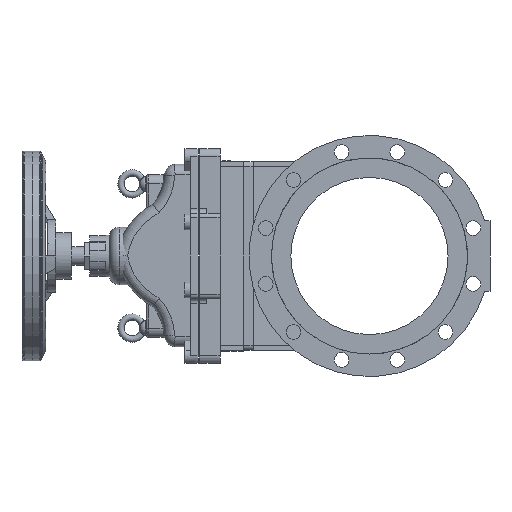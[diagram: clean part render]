
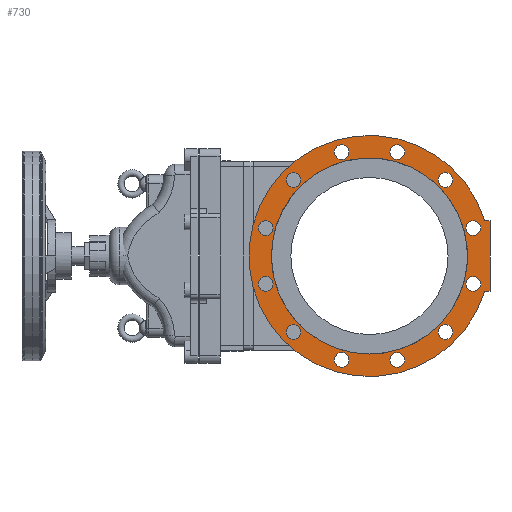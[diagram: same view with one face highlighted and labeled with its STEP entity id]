
A CAD part, left-side view. The second image highlights one B-rep face of the part: STEP entity #730.
In plain terms, the highlighted planar face has unit normal (-1, 0, 0).
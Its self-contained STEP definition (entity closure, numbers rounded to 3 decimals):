
#730=ADVANCED_FACE('',(#34897,#34899,#34901,#34903,#34905,#34907,#34909,#34911,#34913,
#34915,#34917,#34919,#34921,#34923),#34925,.T.);
#34897=FACE_BOUND('',#34898,.T.);
#34898=EDGE_LOOP('',(#61597,#61598,#61599,#61600));
#34899=FACE_BOUND('',#34900,.T.);
#34900=EDGE_LOOP('',(#61601));
#34901=FACE_BOUND('',#34902,.T.);
#34902=EDGE_LOOP('',(#61602));
#34903=FACE_BOUND('',#34904,.T.);
#34904=EDGE_LOOP('',(#61603));
#34905=FACE_BOUND('',#34906,.T.);
#34906=EDGE_LOOP('',(#61604));
#34907=FACE_BOUND('',#34908,.T.);
#34908=EDGE_LOOP('',(#61605));
#34909=FACE_BOUND('',#34910,.T.);
#34910=EDGE_LOOP('',(#61606));
#34911=FACE_BOUND('',#34912,.T.);
#34912=EDGE_LOOP('',(#61607));
#34913=FACE_BOUND('',#34914,.T.);
#34914=EDGE_LOOP('',(#61608));
#34915=FACE_BOUND('',#34916,.T.);
#34916=EDGE_LOOP('',(#61609));
#34917=FACE_BOUND('',#34918,.T.);
#34918=EDGE_LOOP('',(#61610));
#34919=FACE_BOUND('',#34920,.T.);
#34920=EDGE_LOOP('',(#61611));
#34921=FACE_BOUND('',#34922,.T.);
#34922=EDGE_LOOP('',(#61612));
#34923=FACE_BOUND('',#34924,.T.);
#34924=EDGE_LOOP('',(#61613,#61614));
#34925=PLANE('',#34926);
#34926=AXIS2_PLACEMENT_3D('',#34927,#34928,#34929);
#34927=CARTESIAN_POINT('',(11989.042,-8438.09,185.651));
#34928=DIRECTION('',(-1.,0.,0.));
#34929=DIRECTION('',(0.,0.5,0.866));
#61597=ORIENTED_EDGE('',*,*,#83659,.T.);
#61598=ORIENTED_EDGE('',*,*,#83656,.T.);
#61599=ORIENTED_EDGE('',*,*,#83653,.T.);
#61600=ORIENTED_EDGE('',*,*,#83650,.T.);
#61601=ORIENTED_EDGE('',*,*,#83625,.T.);
#61602=ORIENTED_EDGE('',*,*,#83627,.T.);
#61603=ORIENTED_EDGE('',*,*,#83629,.T.);
#61604=ORIENTED_EDGE('',*,*,#83631,.T.);
#61605=ORIENTED_EDGE('',*,*,#83633,.T.);
#61606=ORIENTED_EDGE('',*,*,#83635,.T.);
#61607=ORIENTED_EDGE('',*,*,#83637,.T.);
#61608=ORIENTED_EDGE('',*,*,#83639,.T.);
#61609=ORIENTED_EDGE('',*,*,#83641,.T.);
#61610=ORIENTED_EDGE('',*,*,#83643,.T.);
#61611=ORIENTED_EDGE('',*,*,#83645,.T.);
#61612=ORIENTED_EDGE('',*,*,#83623,.T.);
#61613=ORIENTED_EDGE('',*,*,#83660,.T.);
#61614=ORIENTED_EDGE('',*,*,#83661,.T.);
#83623=EDGE_CURVE('',#94790,#94790,#94791,.T.);
#83625=EDGE_CURVE('',#94794,#94794,#94795,.T.);
#83627=EDGE_CURVE('',#94798,#94798,#94799,.T.);
#83629=EDGE_CURVE('',#94802,#94802,#94803,.T.);
#83631=EDGE_CURVE('',#94806,#94806,#94807,.T.);
#83633=EDGE_CURVE('',#94810,#94810,#94811,.T.);
#83635=EDGE_CURVE('',#94814,#94814,#94815,.T.);
#83637=EDGE_CURVE('',#94818,#94818,#94819,.T.);
#83639=EDGE_CURVE('',#94822,#94822,#94823,.T.);
#83641=EDGE_CURVE('',#94826,#94826,#94827,.T.);
#83643=EDGE_CURVE('',#94830,#94830,#94831,.T.);
#83645=EDGE_CURVE('',#94834,#94834,#94835,.T.);
#83650=EDGE_CURVE('',#94845,#94843,#94846,.T.);
#83653=EDGE_CURVE('',#94850,#94845,#94851,.T.);
#83656=EDGE_CURVE('',#94855,#94850,#94856,.T.);
#83659=EDGE_CURVE('',#94843,#94855,#94859,.T.);
#83660=EDGE_CURVE('',#94860,#94861,#94862,.T.);
#83661=EDGE_CURVE('',#94861,#94860,#94863,.T.);
#94790=VERTEX_POINT('',#113978);
#94791=CIRCLE('',#113979,14.);
#94794=VERTEX_POINT('',#113988);
#94795=CIRCLE('',#113989,14.);
#94798=VERTEX_POINT('',#113998);
#94799=CIRCLE('',#113999,14.);
#94802=VERTEX_POINT('',#114008);
#94803=CIRCLE('',#114009,14.);
#94806=VERTEX_POINT('',#114018);
#94807=CIRCLE('',#114019,14.);
#94810=VERTEX_POINT('',#114028);
#94811=CIRCLE('',#114029,14.);
#94814=VERTEX_POINT('',#114038);
#94815=CIRCLE('',#114039,14.);
#94818=VERTEX_POINT('',#114048);
#94819=CIRCLE('',#114049,14.);
#94822=VERTEX_POINT('',#114058);
#94823=CIRCLE('',#114059,14.);
#94826=VERTEX_POINT('',#114068);
#94827=CIRCLE('',#114069,14.);
#94830=VERTEX_POINT('',#114078);
#94831=CIRCLE('',#114079,14.);
#94834=VERTEX_POINT('',#114088);
#94835=CIRCLE('',#114089,14.);
#94843=VERTEX_POINT('',#114109);
#94845=VERTEX_POINT('',#114113);
#94846=CIRCLE('',#114114,230.);
#94850=VERTEX_POINT('',#114125);
#94851=LINE('',#114126,#114127);
#94855=VERTEX_POINT('',#114136);
#94856=LINE('',#114137,#114138);
#94859=LINE('',#114146,#114147);
#94860=VERTEX_POINT('',#114149);
#94861=VERTEX_POINT('',#114150);
#94862=CIRCLE('',#114151,187.);
#94863=CIRCLE('',#114155,187.);
#113978=CARTESIAN_POINT('',(11989.042,-8202.053,-61.558));
#113979=AXIS2_PLACEMENT_3D('',#113980,#113981,#113982);
#113980=CARTESIAN_POINT('',(11989.042,-8188.053,-61.558));
#113981=DIRECTION('',(1.,0.,0.));
#113982=DIRECTION('',(0.,-1.,0.));
#113988=CARTESIAN_POINT('',(11989.042,-8255.111,136.457));
#113989=AXIS2_PLACEMENT_3D('',#113990,#113991,#113992);
#113990=CARTESIAN_POINT('',(11989.042,-8241.111,136.457));
#113991=DIRECTION('',(1.,0.,0.));
#113992=DIRECTION('',(0.,-1.,0.));
#113998=CARTESIAN_POINT('',(11989.042,-8453.126,189.515));
#113999=AXIS2_PLACEMENT_3D('',#114000,#114001,#114002);
#114000=CARTESIAN_POINT('',(11989.042,-8439.126,189.515));
#114001=DIRECTION('',(1.,0.,0.));
#114002=DIRECTION('',(0.,-1.,0.));
#114008=CARTESIAN_POINT('',(11989.042,-8598.083,44.558));
#114009=AXIS2_PLACEMENT_3D('',#114010,#114011,#114012);
#114010=CARTESIAN_POINT('',(11989.042,-8584.083,44.558));
#114011=DIRECTION('',(1.,0.,0.));
#114012=DIRECTION('',(0.,-1.,0.));
#114018=CARTESIAN_POINT('',(11989.042,-8545.025,-153.457));
#114019=AXIS2_PLACEMENT_3D('',#114020,#114021,#114022);
#114020=CARTESIAN_POINT('',(11989.042,-8531.025,-153.457));
#114021=DIRECTION('',(1.,0.,0.));
#114022=DIRECTION('',(0.,-1.,0.));
#114028=CARTESIAN_POINT('',(11989.042,-8347.01,-206.515));
#114029=AXIS2_PLACEMENT_3D('',#114030,#114031,#114032);
#114030=CARTESIAN_POINT('',(11989.042,-8333.01,-206.515));
#114031=DIRECTION('',(1.,0.,0.));
#114032=DIRECTION('',(0.,-1.,0.));
#114038=CARTESIAN_POINT('',(11989.042,-8453.126,-206.515));
#114039=AXIS2_PLACEMENT_3D('',#114040,#114041,#114042);
#114040=CARTESIAN_POINT('',(11989.042,-8439.126,-206.515));
#114041=DIRECTION('',(1.,0.,0.));
#114042=DIRECTION('',(0.,-1.,0.));
#114048=CARTESIAN_POINT('',(11989.042,-8598.083,-61.558));
#114049=AXIS2_PLACEMENT_3D('',#114050,#114051,#114052);
#114050=CARTESIAN_POINT('',(11989.042,-8584.083,-61.558));
#114051=DIRECTION('',(1.,0.,0.));
#114052=DIRECTION('',(0.,-1.,0.));
#114058=CARTESIAN_POINT('',(11989.042,-8545.025,136.457));
#114059=AXIS2_PLACEMENT_3D('',#114060,#114061,#114062);
#114060=CARTESIAN_POINT('',(11989.042,-8531.025,136.457));
#114061=DIRECTION('',(1.,0.,0.));
#114062=DIRECTION('',(0.,-1.,0.));
#114068=CARTESIAN_POINT('',(11989.042,-8347.01,189.515));
#114069=AXIS2_PLACEMENT_3D('',#114070,#114071,#114072);
#114070=CARTESIAN_POINT('',(11989.042,-8333.01,189.515));
#114071=DIRECTION('',(1.,0.,0.));
#114072=DIRECTION('',(0.,-1.,0.));
#114078=CARTESIAN_POINT('',(11989.042,-8202.053,44.558));
#114079=AXIS2_PLACEMENT_3D('',#114080,#114081,#114082);
#114080=CARTESIAN_POINT('',(11989.042,-8188.053,44.558));
#114081=DIRECTION('',(1.,0.,0.));
#114082=DIRECTION('',(0.,-1.,0.));
#114088=CARTESIAN_POINT('',(11989.042,-8255.111,-153.457));
#114089=AXIS2_PLACEMENT_3D('',#114090,#114091,#114092);
#114090=CARTESIAN_POINT('',(11989.042,-8241.111,-153.457));
#114091=DIRECTION('',(1.,0.,0.));
#114092=DIRECTION('',(0.,-1.,0.));
#114109=CARTESIAN_POINT('',(11989.042,-8605.94,-76.));
#114113=CARTESIAN_POINT('',(11989.042,-8605.94,59.));
#114114=AXIS2_PLACEMENT_3D('',#114115,#114116,#114117);
#114115=CARTESIAN_POINT('',(11989.042,-8386.068,-8.5));
#114116=DIRECTION('',(-1.,0.,0.));
#114117=DIRECTION('',(0.,-0.956,0.293));
#114125=CARTESIAN_POINT('',(11989.042,-8616.068,59.));
#114126=CARTESIAN_POINT('',(11989.042,-8616.068,59.));
#114127=VECTOR('',#114128,1.);
#114128=DIRECTION('',(0.,1.,0.));
#114136=CARTESIAN_POINT('',(11989.042,-8616.068,-76.));
#114137=CARTESIAN_POINT('',(11989.042,-8616.068,-76.));
#114138=VECTOR('',#114139,1.);
#114139=DIRECTION('',(0.,0.,1.));
#114146=CARTESIAN_POINT('',(11989.042,-8605.94,-76.));
#114147=VECTOR('',#114148,1.);
#114148=DIRECTION('',(0.,-1.,0.));
#114149=CARTESIAN_POINT('',(11989.042,-8566.696,-56.899));
#114150=CARTESIAN_POINT('',(11989.042,-8499.906,-156.857));
#114151=AXIS2_PLACEMENT_3D('',#114152,#114153,#114154);
#114152=CARTESIAN_POINT('',(11989.042,-8386.068,-8.5));
#114153=DIRECTION('',(1.,0.,0.));
#114154=DIRECTION('',(0.,-0.966,-0.259));
#114155=AXIS2_PLACEMENT_3D('',#114156,#114157,#114158);
#114156=CARTESIAN_POINT('',(11989.042,-8386.068,-8.5));
#114157=DIRECTION('',(1.,0.,0.));
#114158=DIRECTION('',(0.,-0.609,-0.793));
